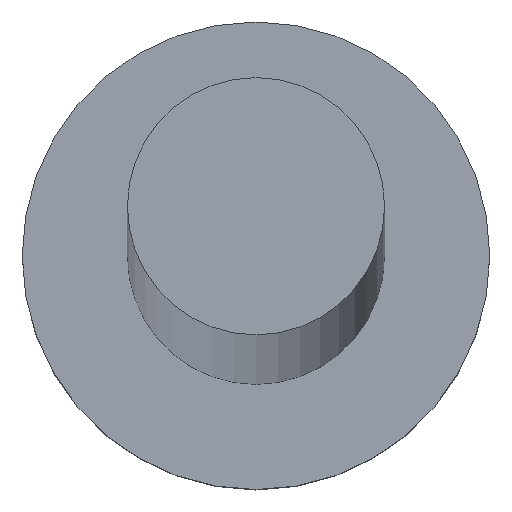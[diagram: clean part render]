
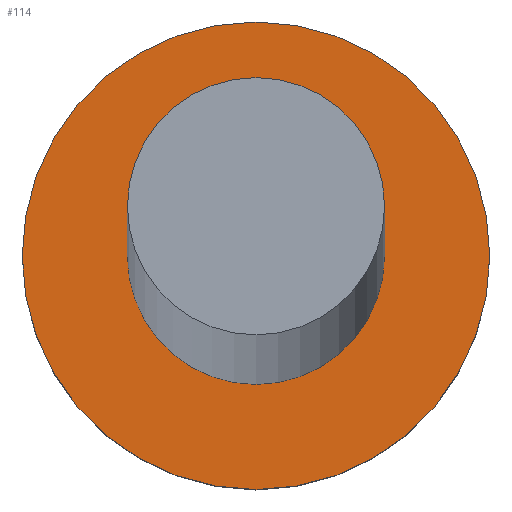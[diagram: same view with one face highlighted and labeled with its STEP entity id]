
A CAD part, top view. The second image highlights one B-rep face of the part: STEP entity #114.
In plain terms, the highlighted planar face has unit normal (0, 0, 1).
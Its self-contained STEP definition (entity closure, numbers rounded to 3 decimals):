
#3 = EDGE_LOOP ( 'NONE', ( #182, #13 ) ) ;
#6 = EDGE_LOOP ( 'NONE', ( #43, #25 ) ) ;
#10 = CARTESIAN_POINT ( 'NONE',  ( 1.1, 0., 2. ) ) ;
#13 = ORIENTED_EDGE ( 'NONE', *, *, #142, .T. ) ;
#17 = CARTESIAN_POINT ( 'NONE',  ( -2., 0., 2. ) ) ;
#18 = AXIS2_PLACEMENT_3D ( 'NONE', #32, #75, #33 ) ;
#21 = AXIS2_PLACEMENT_3D ( 'NONE', #174, #252, #188 ) ;
#25 = ORIENTED_EDGE ( 'NONE', *, *, #180, .F. ) ;
#32 = CARTESIAN_POINT ( 'NONE',  ( 0., 0., 2. ) ) ;
#33 = DIRECTION ( 'NONE',  ( 1., 0., 0. ) ) ;
#43 = ORIENTED_EDGE ( 'NONE', *, *, #195, .F. ) ;
#45 = VERTEX_POINT ( 'NONE', #169 ) ;
#47 = VERTEX_POINT ( 'NONE', #10 ) ;
#69 = DIRECTION ( 'NONE',  ( 0., 0., 1. ) ) ;
#73 = PLANE ( 'NONE',  #92 ) ;
#75 = DIRECTION ( 'NONE',  ( 0., 0., 1. ) ) ;
#87 = FACE_OUTER_BOUND ( 'NONE', #3, .T. ) ;
#88 = CIRCLE ( 'NONE', #21, 1.1 ) ;
#92 = AXIS2_PLACEMENT_3D ( 'NONE', #152, #242, #230 ) ;
#101 = CIRCLE ( 'NONE', #249, 2. ) ;
#109 = CARTESIAN_POINT ( 'NONE',  ( 0., 0., 2. ) ) ;
#111 = DIRECTION ( 'NONE',  ( 0., 0., 1. ) ) ;
#114 = ADVANCED_FACE ( 'NONE', ( #151, #87 ), #73, .T. ) ;
#130 = AXIS2_PLACEMENT_3D ( 'NONE', #158, #111, #209 ) ;
#132 = EDGE_CURVE ( 'NONE', #241, #45, #211, .T. ) ;
#142 = EDGE_CURVE ( 'NONE', #45, #241, #101, .T. ) ;
#151 = FACE_BOUND ( 'NONE', #6, .T. ) ;
#152 = CARTESIAN_POINT ( 'NONE',  ( 0., 0., 2. ) ) ;
#158 = CARTESIAN_POINT ( 'NONE',  ( 0., 0., 2. ) ) ;
#169 = CARTESIAN_POINT ( 'NONE',  ( 2., 0., 2. ) ) ;
#174 = CARTESIAN_POINT ( 'NONE',  ( 0., 0., 2. ) ) ;
#180 = EDGE_CURVE ( 'NONE', #47, #219, #229, .T. ) ;
#182 = ORIENTED_EDGE ( 'NONE', *, *, #132, .T. ) ;
#187 = DIRECTION ( 'NONE',  ( 1., 0., 0. ) ) ;
#188 = DIRECTION ( 'NONE',  ( 1., 0., 0. ) ) ;
#195 = EDGE_CURVE ( 'NONE', #219, #47, #88, .T. ) ;
#209 = DIRECTION ( 'NONE',  ( 1., 0., 0. ) ) ;
#211 = CIRCLE ( 'NONE', #18, 2. ) ;
#219 = VERTEX_POINT ( 'NONE', #231 ) ;
#229 = CIRCLE ( 'NONE', #130, 1.1 ) ;
#230 = DIRECTION ( 'NONE',  ( 1., 0., 0. ) ) ;
#231 = CARTESIAN_POINT ( 'NONE',  ( -1.1, 0., 2. ) ) ;
#241 = VERTEX_POINT ( 'NONE', #17 ) ;
#242 = DIRECTION ( 'NONE',  ( 0., 0., 1. ) ) ;
#249 = AXIS2_PLACEMENT_3D ( 'NONE', #109, #69, #187 ) ;
#252 = DIRECTION ( 'NONE',  ( 0., 0., 1. ) ) ;
